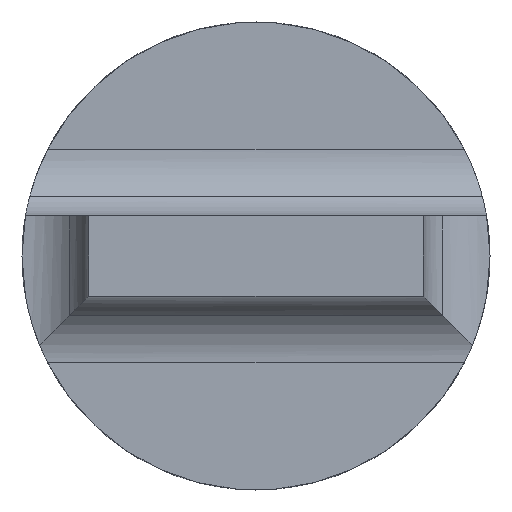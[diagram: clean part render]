
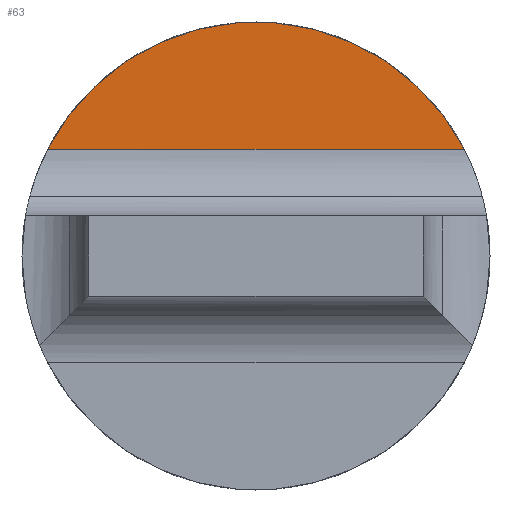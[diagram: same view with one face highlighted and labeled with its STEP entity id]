
A CAD part, front view. The second image highlights one B-rep face of the part: STEP entity #63.
In plain terms, the highlighted planar face has unit normal (0, -1, 0).
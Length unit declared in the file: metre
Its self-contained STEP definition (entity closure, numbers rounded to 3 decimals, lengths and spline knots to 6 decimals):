
#63=ADVANCED_FACE('0:32507',(#130),#131,.F.);
#130=FACE_OUTER_BOUND('',#198,.T.);
#131=PLANE('',#199);
#198=EDGE_LOOP('',(#337,#338));
#199=AXIS2_PLACEMENT_3D('',#339,#340,#341);
#337=ORIENTED_EDGE('',*,*,#466,.F.);
#338=ORIENTED_EDGE('',*,*,#451,.F.);
#339=CARTESIAN_POINT('',(0.0,0.029993,0.0));
#340=DIRECTION('',(0.0,1.0,0.0));
#341=DIRECTION('',(0.0,0.0,1.0));
#451=EDGE_CURVE('0:32539',#545,#547,#548,.T.);
#466=EDGE_CURVE('4:3309',#547,#545,#569,.T.);
#545=VERTEX_POINT('',#764);
#547=VERTEX_POINT('',#775);
#548=CIRCLE('',#776,0.0175);
#569=LINE('',#911,#912);
#764=CARTESIAN_POINT('',(-0.015564,0.029993,0.008));
#775=CARTESIAN_POINT('',(0.015564,0.029993,0.008));
#776=AXIS2_PLACEMENT_3D('',#1013,#1014,#1015);
#911=CARTESIAN_POINT('',(0.0,0.029993,0.008));
#912=VECTOR('',#1025,1.0);
#1013=CARTESIAN_POINT('',(0.0,0.029993,0.0));
#1014=DIRECTION('',(0.0,1.0,0.0));
#1015=DIRECTION('',(-1.0,0.0,0.0));
#1025=DIRECTION('',(-1.0,-0.0,-0.0));
